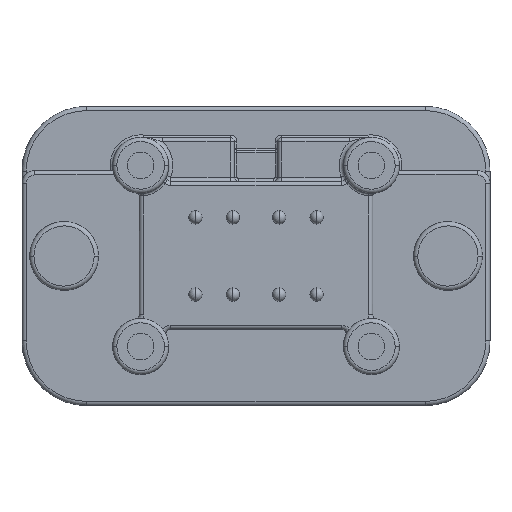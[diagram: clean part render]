
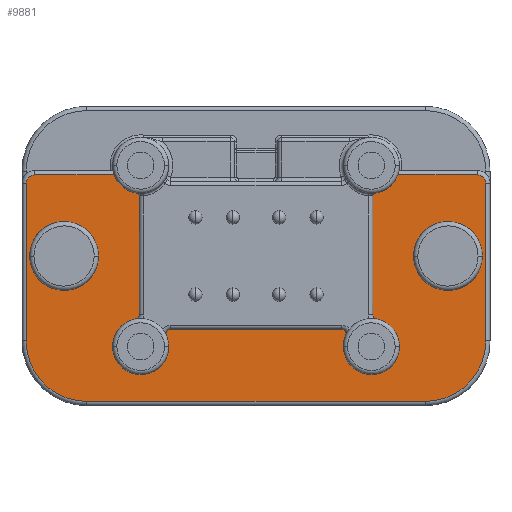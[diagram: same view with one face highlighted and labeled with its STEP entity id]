
A CAD part, front view. The second image highlights one B-rep face of the part: STEP entity #9881.
In plain terms, the highlighted planar face has unit normal (0, -1, 0).
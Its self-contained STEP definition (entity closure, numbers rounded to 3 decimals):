
#193=DIRECTION('',(0.,0.,1.));
#194=VECTOR('',#193,18.56);
#195=CARTESIAN_POINT('',(27.06,0.,-10.005));
#196=LINE('',#195,#194);
#201=CARTESIAN_POINT('',(-13.589,0.,10.668));
#202=DIRECTION('',(0.,-1.,0.));
#203=DIRECTION('',(-0.941,0.,-0.337));
#204=AXIS2_PLACEMENT_3D('',#201,#202,#203);
#206=CARTESIAN_POINT('',(-14.05,0.,7.098));
#207=DIRECTION('',(0.,1.,0.));
#208=DIRECTION('',(0.128,0.,0.992));
#209=AXIS2_PLACEMENT_3D('',#206,#207,#208);
#211=CARTESIAN_POINT('',(-14.25,0.,-6.926));
#212=DIRECTION('',(0.,1.,0.));
#213=DIRECTION('',(1.,0.,0.));
#214=AXIS2_PLACEMENT_3D('',#211,#212,#213);
#216=CARTESIAN_POINT('',(-13.589,0.,-10.668));
#217=DIRECTION('',(0.,-1.,0.));
#218=DIRECTION('',(-0.174,0.,0.985));
#219=AXIS2_PLACEMENT_3D('',#216,#217,#218);
#221=CARTESIAN_POINT('',(-13.589,0.,-10.668));
#222=DIRECTION('',(0.,-1.,0.));
#223=DIRECTION('',(-1.,0.,0.));
#224=AXIS2_PLACEMENT_3D('',#221,#222,#223);
#226=CARTESIAN_POINT('',(-13.589,0.,-10.668));
#227=DIRECTION('',(0.,-1.,0.));
#228=DIRECTION('',(1.,0.,0.));
#229=AXIS2_PLACEMENT_3D('',#226,#227,#228);
#231=CARTESIAN_POINT('',(-10.105,0.,-9.15));
#232=DIRECTION('',(0.,1.,0.));
#233=DIRECTION('',(-0.917,0.,-0.399));
#234=AXIS2_PLACEMENT_3D('',#231,#232,#233);
#236=CARTESIAN_POINT('',(10.105,0.,-9.15));
#237=DIRECTION('',(0.,1.,0.));
#238=DIRECTION('',(0.,0.,1.));
#239=AXIS2_PLACEMENT_3D('',#236,#237,#238);
#241=CARTESIAN_POINT('',(13.589,0.,-10.668));
#242=DIRECTION('',(0.,-1.,0.));
#243=DIRECTION('',(-0.917,0.,0.399));
#244=AXIS2_PLACEMENT_3D('',#241,#242,#243);
#246=CARTESIAN_POINT('',(13.589,0.,-10.668));
#247=DIRECTION('',(0.,-1.,0.));
#248=DIRECTION('',(-1.,0.,0.));
#249=AXIS2_PLACEMENT_3D('',#246,#247,#248);
#251=CARTESIAN_POINT('',(13.589,0.,-10.668));
#252=DIRECTION('',(0.,-1.,0.));
#253=DIRECTION('',(1.,0.,0.));
#254=AXIS2_PLACEMENT_3D('',#251,#252,#253);
#256=CARTESIAN_POINT('',(14.25,0.,-6.926));
#257=DIRECTION('',(0.,1.,0.));
#258=DIRECTION('',(-0.174,0.,-0.985));
#259=AXIS2_PLACEMENT_3D('',#256,#257,#258);
#261=CARTESIAN_POINT('',(14.05,0.,7.098));
#262=DIRECTION('',(0.,1.,0.));
#263=DIRECTION('',(-1.,0.,0.));
#264=AXIS2_PLACEMENT_3D('',#261,#262,#263);
#266=CARTESIAN_POINT('',(13.589,0.,10.668));
#267=DIRECTION('',(0.,-1.,0.));
#268=DIRECTION('',(0.128,0.,-0.992));
#269=AXIS2_PLACEMENT_3D('',#266,#267,#268);
#271=CARTESIAN_POINT('',(26.06,0.,8.555));
#272=DIRECTION('',(0.,1.,0.));
#273=DIRECTION('',(0.,0.,1.));
#274=AXIS2_PLACEMENT_3D('',#271,#272,#273);
#276=CARTESIAN_POINT('',(19.94,0.,-10.005));
#277=DIRECTION('',(0.,1.,0.));
#278=DIRECTION('',(1.,0.,0.));
#279=AXIS2_PLACEMENT_3D('',#276,#277,#278);
#281=CARTESIAN_POINT('',(-19.94,0.,-10.005));
#282=DIRECTION('',(0.,1.,0.));
#283=DIRECTION('',(0.,0.,-1.));
#284=AXIS2_PLACEMENT_3D('',#281,#282,#283);
#286=CARTESIAN_POINT('',(-26.06,0.,8.555));
#287=DIRECTION('',(0.,1.,0.));
#288=DIRECTION('',(-1.,0.,0.));
#289=AXIS2_PLACEMENT_3D('',#286,#287,#288);
#291=CARTESIAN_POINT('',(22.606,0.,0.));
#292=DIRECTION('',(0.,-1.,0.));
#293=DIRECTION('',(1.,0.,0.));
#294=AXIS2_PLACEMENT_3D('',#291,#292,#293);
#296=CARTESIAN_POINT('',(22.606,0.,0.));
#297=DIRECTION('',(0.,-1.,0.));
#298=DIRECTION('',(-1.,0.,0.));
#299=AXIS2_PLACEMENT_3D('',#296,#297,#298);
#301=CARTESIAN_POINT('',(-22.606,0.,0.));
#302=DIRECTION('',(0.,-1.,0.));
#303=DIRECTION('',(1.,0.,0.));
#304=AXIS2_PLACEMENT_3D('',#301,#302,#303);
#306=CARTESIAN_POINT('',(-22.606,0.,0.));
#307=DIRECTION('',(0.,-1.,0.));
#308=DIRECTION('',(-1.,0.,0.));
#309=AXIS2_PLACEMENT_3D('',#306,#307,#308);
#315=DIRECTION('',(-1.,0.,0.));
#316=VECTOR('',#315,9.364);
#317=CARTESIAN_POINT('',(-16.696,0.,9.555));
#318=LINE('',#317,#316);
#449=DIRECTION('',(-1.,0.,0.));
#450=VECTOR('',#449,9.364);
#451=CARTESIAN_POINT('',(26.06,0.,9.555));
#452=LINE('',#451,#450);
#499=DIRECTION('',(0.,0.,-1.));
#500=VECTOR('',#499,14.024);
#501=CARTESIAN_POINT('',(13.75,0.,7.098));
#502=LINE('',#501,#500);
#531=DIRECTION('',(-1.,0.,0.));
#532=VECTOR('',#531,20.211);
#533=CARTESIAN_POINT('',(10.105,0.,-8.65));
#534=LINE('',#533,#532);
#645=DIRECTION('',(0.,0.,1.));
#646=VECTOR('',#645,14.024);
#647=CARTESIAN_POINT('',(-13.75,0.,-6.926));
#648=LINE('',#647,#646);
#2225=DIRECTION('',(0.,0.,-1.));
#2226=VECTOR('',#2225,18.56);
#2227=CARTESIAN_POINT('',(-27.06,0.,8.555));
#2228=LINE('',#2227,#2226);
#2259=DIRECTION('',(1.,0.,0.));
#2260=VECTOR('',#2259,39.88);
#2261=CARTESIAN_POINT('',(-19.94,0.,-17.125));
#2262=LINE('',#2261,#2260);
#7828=CARTESIAN_POINT('',(27.06,0.,-10.005));
#7829=CARTESIAN_POINT('',(27.06,0.,8.555));
#7830=VERTEX_POINT('',#7828);
#7831=VERTEX_POINT('',#7829);
#7832=CARTESIAN_POINT('',(-16.696,0.,9.555));
#7833=CARTESIAN_POINT('',(-26.06,0.,9.555));
#7834=VERTEX_POINT('',#7832);
#7835=VERTEX_POINT('',#7833);
#7836=CARTESIAN_POINT('',(-14.012,0.,7.395));
#7837=VERTEX_POINT('',#7836);
#7838=CARTESIAN_POINT('',(-13.75,0.,7.098));
#7839=VERTEX_POINT('',#7838);
#7840=CARTESIAN_POINT('',(-13.75,0.,-6.926));
#7841=VERTEX_POINT('',#7840);
#7842=CARTESIAN_POINT('',(-14.163,0.,-7.418));
#7843=VERTEX_POINT('',#7842);
#7844=CARTESIAN_POINT('',(-16.889,0.,-10.668));
#7845=VERTEX_POINT('',#7844);
#7846=CARTESIAN_POINT('',(-10.289,0.,-10.668));
#7847=VERTEX_POINT('',#7846);
#7848=CARTESIAN_POINT('',(-10.564,0.,-9.35));
#7849=VERTEX_POINT('',#7848);
#7850=CARTESIAN_POINT('',(-10.105,0.,-8.65));
#7851=VERTEX_POINT('',#7850);
#7852=CARTESIAN_POINT('',(10.105,0.,-8.65));
#7853=VERTEX_POINT('',#7852);
#7854=CARTESIAN_POINT('',(10.564,0.,
-9.35));
#7855=VERTEX_POINT('',#7854);
#7856=CARTESIAN_POINT('',(10.289,0.,-10.668));
#7857=VERTEX_POINT('',#7856);
#7858=CARTESIAN_POINT('',(16.889,0.,-10.668));
#7859=VERTEX_POINT('',#7858);
#7860=CARTESIAN_POINT('',(14.163,0.,-7.418));
#7861=VERTEX_POINT('',#7860);
#7862=CARTESIAN_POINT('',(13.75,0.,-6.926));
#7863=VERTEX_POINT('',#7862);
#7864=CARTESIAN_POINT('',(13.75,0.,7.098));
#7865=VERTEX_POINT('',#7864);
#7866=CARTESIAN_POINT('',(14.012,0.,7.395));
#7867=VERTEX_POINT('',#7866);
#7868=CARTESIAN_POINT('',(16.696,0.,9.555));
#7869=VERTEX_POINT('',#7868);
#7870=CARTESIAN_POINT('',(26.06,0.,9.555));
#7871=VERTEX_POINT('',#7870);
#7872=CARTESIAN_POINT('',(19.94,0.,-17.125));
#7873=VERTEX_POINT('',#7872);
#7874=CARTESIAN_POINT('',(-19.94,0.,-17.125));
#7875=VERTEX_POINT('',#7874);
#7876=CARTESIAN_POINT('',(-27.06,0.,-10.005));
#7877=VERTEX_POINT('',#7876);
#7878=CARTESIAN_POINT('',(-27.06,0.,8.555));
#7879=VERTEX_POINT('',#7878);
#7880=CARTESIAN_POINT('',(26.656,0.,0.));
#7881=CARTESIAN_POINT('',(18.556,0.,0.));
#7882=VERTEX_POINT('',#7880);
#7883=VERTEX_POINT('',#7881);
#7884=CARTESIAN_POINT('',(-18.556,0.,0.));
#7885=CARTESIAN_POINT('',(-26.656,0.,0.));
#7886=VERTEX_POINT('',#7884);
#7887=VERTEX_POINT('',#7885);
#9811=CARTESIAN_POINT('',(0.,0.,0.));
#9812=DIRECTION('',(0.,1.,0.));
#9813=DIRECTION('',(1.,0.,0.));
#9814=AXIS2_PLACEMENT_3D('',#9811,#9812,#9813);
#9815=PLANE('',#9814);
#9817=ORIENTED_EDGE('',*,*,#9816,.F.);
#9819=ORIENTED_EDGE('',*,*,#9818,.T.);
#9821=ORIENTED_EDGE('',*,*,#9820,.T.);
#9823=ORIENTED_EDGE('',*,*,#9822,.F.);
#9825=ORIENTED_EDGE('',*,*,#9824,.T.);
#9827=ORIENTED_EDGE('',*,*,#9826,.T.);
#9829=ORIENTED_EDGE('',*,*,#9828,.T.);
#9831=ORIENTED_EDGE('',*,*,#9830,.T.);
#9833=ORIENTED_EDGE('',*,*,#9832,.T.);
#9835=ORIENTED_EDGE('',*,*,#9834,.F.);
#9837=ORIENTED_EDGE('',*,*,#9836,.T.);
#9839=ORIENTED_EDGE('',*,*,#9838,.T.);
#9841=ORIENTED_EDGE('',*,*,#9840,.T.);
#9843=ORIENTED_EDGE('',*,*,#9842,.T.);
#9845=ORIENTED_EDGE('',*,*,#9844,.T.);
#9847=ORIENTED_EDGE('',*,*,#9846,.F.);
#9849=ORIENTED_EDGE('',*,*,#9848,.T.);
#9851=ORIENTED_EDGE('',*,*,#9850,.T.);
#9853=ORIENTED_EDGE('',*,*,#9852,.F.);
#9855=ORIENTED_EDGE('',*,*,#9854,.T.);
#9856=ORIENTED_EDGE('',*,*,#9801,.F.);
#9858=ORIENTED_EDGE('',*,*,#9857,.T.);
#9860=ORIENTED_EDGE('',*,*,#9859,.F.);
#9862=ORIENTED_EDGE('',*,*,#9861,.T.);
#9864=ORIENTED_EDGE('',*,*,#9863,.F.);
#9866=ORIENTED_EDGE('',*,*,#9865,.T.);
#9867=EDGE_LOOP('',(#9817,#9819,#9821,#9823,#9825,#9827,#9829,#9831,#9833,#9835,
#9837,#9839,#9841,#9843,#9845,#9847,#9849,#9851,#9853,#9855,#9856,#9858,#9860,
#9862,#9864,#9866));
#9868=FACE_OUTER_BOUND('',#9867,.F.);
#9870=ORIENTED_EDGE('',*,*,#9869,.T.);
#9872=ORIENTED_EDGE('',*,*,#9871,.T.);
#9873=EDGE_LOOP('',(#9870,#9872));
#9874=FACE_BOUND('',#9873,.F.);
#9876=ORIENTED_EDGE('',*,*,#9875,.T.);
#9878=ORIENTED_EDGE('',*,*,#9877,.T.);
#9879=EDGE_LOOP('',(#9876,#9878));
#9880=FACE_BOUND('',#9879,.F.);
#9881=ADVANCED_FACE('',(#9868,#9874,#9880),#9815,.F.);
#205=CIRCLE('',#204,3.3);
#210=CIRCLE('',#209,0.3);
#215=CIRCLE('',#214,0.5);
#220=CIRCLE('',#219,3.3);
#225=CIRCLE('',#224,3.3);
#230=CIRCLE('',#229,3.3);
#235=CIRCLE('',#234,0.5);
#240=CIRCLE('',#239,0.5);
#245=CIRCLE('',#244,3.3);
#250=CIRCLE('',#249,3.3);
#255=CIRCLE('',#254,3.3);
#260=CIRCLE('',#259,0.5);
#265=CIRCLE('',#264,0.3);
#270=CIRCLE('',#269,3.3);
#275=CIRCLE('',#274,1.);
#280=CIRCLE('',#279,7.12);
#285=CIRCLE('',#284,7.12);
#290=CIRCLE('',#289,1.);
#295=CIRCLE('',#294,4.05);
#300=CIRCLE('',#299,4.05);
#305=CIRCLE('',#304,4.05);
#310=CIRCLE('',#309,4.05);
#9801=EDGE_CURVE('',#7830,#7831,#196,.T.);
#9816=EDGE_CURVE('',#7834,#7835,#318,.T.);
#9818=EDGE_CURVE('',#7834,#7837,#205,.T.);
#9820=EDGE_CURVE('',#7837,#7839,#210,.T.);
#9822=EDGE_CURVE('',#7841,#7839,#648,.T.);
#9824=EDGE_CURVE('',#7841,#7843,#215,.T.);
#9826=EDGE_CURVE('',#7843,#7845,#220,.T.);
#9828=EDGE_CURVE('',#7845,#7847,#225,.T.);
#9830=EDGE_CURVE('',#7847,#7849,#230,.T.);
#9832=EDGE_CURVE('',#7849,#7851,#235,.T.);
#9834=EDGE_CURVE('',#7853,#7851,#534,.T.);
#9836=EDGE_CURVE('',#7853,#7855,#240,.T.);
#9838=EDGE_CURVE('',#7855,#7857,#245,.T.);
#9840=EDGE_CURVE('',#7857,#7859,#250,.T.);
#9842=EDGE_CURVE('',#7859,#7861,#255,.T.);
#9844=EDGE_CURVE('',#7861,#7863,#260,.T.);
#9846=EDGE_CURVE('',#7865,#7863,#502,.T.);
#9848=EDGE_CURVE('',#7865,#7867,#265,.T.);
#9850=EDGE_CURVE('',#7867,#7869,#270,.T.);
#9852=EDGE_CURVE('',#7871,#7869,#452,.T.);
#9854=EDGE_CURVE('',#7871,#7831,#275,.T.);
#9857=EDGE_CURVE('',#7830,#7873,#280,.T.);
#9859=EDGE_CURVE('',#7875,#7873,#2262,.T.);
#9861=EDGE_CURVE('',#7875,#7877,#285,.T.);
#9863=EDGE_CURVE('',#7879,#7877,#2228,.T.);
#9865=EDGE_CURVE('',#7879,#7835,#290,.T.);
#9869=EDGE_CURVE('',#7882,#7883,#295,.T.);
#9871=EDGE_CURVE('',#7883,#7882,#300,.T.);
#9875=EDGE_CURVE('',#7886,#7887,#305,.T.);
#9877=EDGE_CURVE('',#7887,#7886,#310,.T.);
